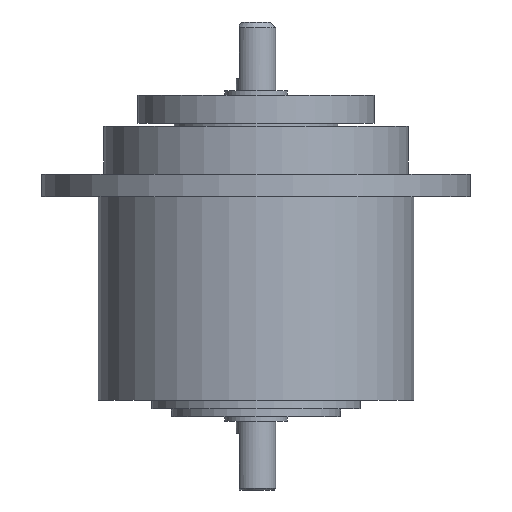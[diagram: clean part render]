
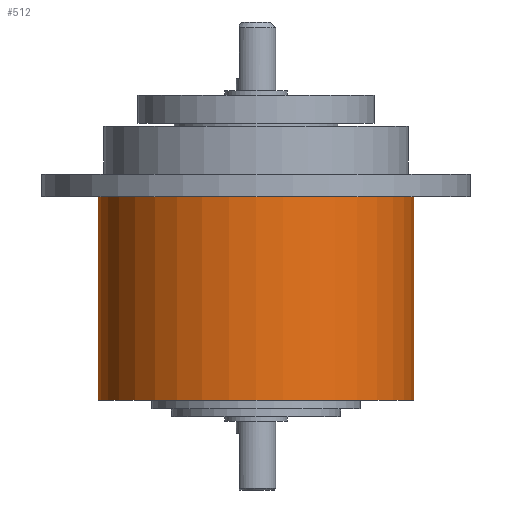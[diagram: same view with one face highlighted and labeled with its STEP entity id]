
A CAD part, front view. The second image highlights one B-rep face of the part: STEP entity #512.
In plain terms, the highlighted cylindrical face has radius 28 mm (diameter 56 mm), a partial arc.
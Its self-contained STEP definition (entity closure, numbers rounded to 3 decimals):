
#39 = DIRECTION ( 'NONE',  ( 1., 0., 0. ) ) ;
#109 = EDGE_CURVE ( 'NONE', #1073, #2142, #2086, .T. ) ;
#264 = DIRECTION ( 'NONE',  ( 0., 0., -1. ) ) ;
#388 = VERTEX_POINT ( 'NONE', #952 ) ;
#445 = AXIS2_PLACEMENT_3D ( 'NONE', #1293, #1826, #1285 ) ;
#512 = ADVANCED_FACE ( 'NONE', ( #2347 ), #879, .T. ) ;
#550 = CARTESIAN_POINT ( 'NONE',  ( -28., 0., 52. ) ) ;
#613 = EDGE_CURVE ( 'NONE', #1435, #1073, #760, .T. ) ;
#751 = AXIS2_PLACEMENT_3D ( 'NONE', #1749, #2302, #1923 ) ;
#760 = LINE ( 'NONE', #2277, #2167 ) ;
#846 = EDGE_LOOP ( 'NONE', ( #1247, #1529, #2237, #2263 ) ) ;
#879 = CYLINDRICAL_SURFACE ( 'NONE', #751, 28. ) ;
#952 = CARTESIAN_POINT ( 'NONE',  ( 28., 0., 52. ) ) ;
#1073 = VERTEX_POINT ( 'NONE', #1594 ) ;
#1147 = DIRECTION ( 'NONE',  ( 0., 0., 1. ) ) ;
#1150 = CIRCLE ( 'NONE', #1452, 28. ) ;
#1247 = ORIENTED_EDGE ( 'NONE', *, *, #1977, .F. ) ;
#1285 = DIRECTION ( 'NONE',  ( 1., 0., 0. ) ) ;
#1286 = EDGE_CURVE ( 'NONE', #1435, #388, #1150, .T. ) ;
#1293 = CARTESIAN_POINT ( 'NONE',  ( 0., 0., 15.9 ) ) ;
#1367 = DIRECTION ( 'NONE',  ( 0., 0., -1. ) ) ;
#1435 = VERTEX_POINT ( 'NONE', #550 ) ;
#1452 = AXIS2_PLACEMENT_3D ( 'NONE', #2247, #1147, #39 ) ;
#1529 = ORIENTED_EDGE ( 'NONE', *, *, #1286, .F. ) ;
#1579 = CARTESIAN_POINT ( 'NONE',  ( 28., 0., 15.9 ) ) ;
#1594 = CARTESIAN_POINT ( 'NONE',  ( -28., 0., 15.9 ) ) ;
#1749 = CARTESIAN_POINT ( 'NONE',  ( 0., 0., 52. ) ) ;
#1826 = DIRECTION ( 'NONE',  ( 0., 0., 1. ) ) ;
#1895 = VECTOR ( 'NONE', #1367, 1000. ) ;
#1923 = DIRECTION ( 'NONE',  ( -1., 0., 0. ) ) ;
#1977 = EDGE_CURVE ( 'NONE', #388, #2142, #2386, .T. ) ;
#2086 = CIRCLE ( 'NONE', #445, 28. ) ;
#2142 = VERTEX_POINT ( 'NONE', #1579 ) ;
#2167 = VECTOR ( 'NONE', #264, 1000. ) ;
#2237 = ORIENTED_EDGE ( 'NONE', *, *, #613, .T. ) ;
#2247 = CARTESIAN_POINT ( 'NONE',  ( 0., 0., 52. ) ) ;
#2263 = ORIENTED_EDGE ( 'NONE', *, *, #109, .T. ) ;
#2277 = CARTESIAN_POINT ( 'NONE',  ( -28., 0., 52. ) ) ;
#2279 = CARTESIAN_POINT ( 'NONE',  ( 28., 0., 52. ) ) ;
#2302 = DIRECTION ( 'NONE',  ( 0., 0., -1. ) ) ;
#2347 = FACE_OUTER_BOUND ( 'NONE', #846, .T. ) ;
#2386 = LINE ( 'NONE', #2279, #1895 ) ;
